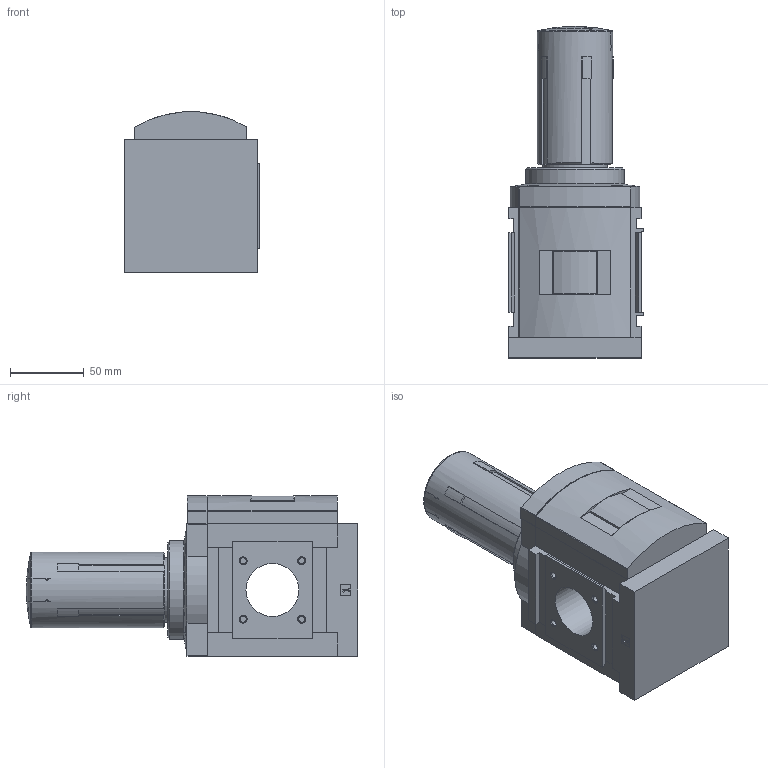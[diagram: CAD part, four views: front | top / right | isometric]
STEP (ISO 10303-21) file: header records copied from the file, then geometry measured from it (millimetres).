
FILE_DESCRIPTION(/* description */ ('STEP AP214'),/* implementation_level */ '2;1');
FILE_NAME(/* name */ '564136_MS9-LR-G-D6-AG-BAR-AS',/* time_stamp */ '2024-09-11T17:19:29+02:00',/* author */ ('License CC BY-ND 4.0'),/* organization */ ('CADENAS'),/* preprocessor_version */ 'ST-DEVELOPER v19.3',/* originating_system */ 'PARTsolutions',/* authorisation */ ' ');
FILE_SCHEMA (('AUTOMOTIVE_DESIGN {1 0 10303 214 3 1 1}'));
Length unit declared in the file: millimetre
Products named in the file (4): 564136 MS9-LR-G-D6-AG-BAR-AS; 562530 MS-LR0---D6AS; 707204 MS9; 670903
Assembly tree (3 placements, depth 2):
  564136 MS9-LR-G-D6-AG-BAR-AS
    562530 MS-LR0---D6AS
    707204 MS9
    670903
Bounding box: 91.5 x 225.2 x 109 mm (x, y, z)
Volume: 1137664.8 mm3; surface area: 121372 mm2
Topology: 3 solids, 3 shells, 544 faces, 1392 edges, 914 vertices
Faces by surface type: plane 439, cylinder 72, cone 14, torus 10, sphere 9
Full cylindrical faces by diameter (mm): 4.134 x8, 10 x4, 11 x4, 13 x1, 36 x1, 44 x1, 51.2 x1, 66.85 x1
Entity records: 19610 total; most frequent: CARTESIAN_POINT 2935, DIRECTION 2709, ORIENTED_EDGE 2688, EDGE_CURVE 1344, LINE 1007, VECTOR 1007, VERTEX_POINT 904, AXIS2_PLACEMENT_3D 851
